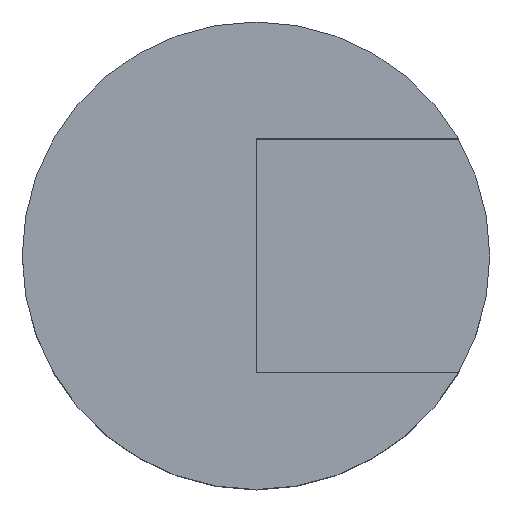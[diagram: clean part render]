
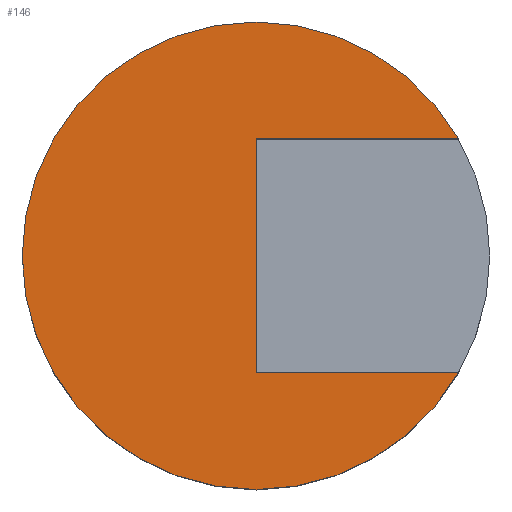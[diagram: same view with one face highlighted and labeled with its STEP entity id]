
A CAD part, top view. The second image highlights one B-rep face of the part: STEP entity #146.
In plain terms, the highlighted planar face has unit normal (0, 0, 1).
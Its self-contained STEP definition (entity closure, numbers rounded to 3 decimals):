
#1=CARTESIAN_POINT('POINT1',(0.,20.,20.));
#2=VERTEX_POINT('VERTEX1',#1);
#11=CARTESIAN_POINT('POINT3',(0.,-20.,20.));
#12=VERTEX_POINT('VERTEX3',#11);
#13=CARTESIAN_POINT('POS2',(0.,0.,20.));
#14=DIRECTION('DIR2',(0.,1.,0.));
#15=VECTOR('VEC2',#14,1.);
#16=LINE('STRAIGHT2',#13,#15);
#17=EDGE_CURVE('EDGE2',#12,#2,#16,.T.);
#43=CARTESIAN_POINT('POINT6',(34.641,-20.,20.))
   ;
#44=VERTEX_POINT('VERTEX6',#43);
#58=CARTESIAN_POINT('POS8',(10.,-20.,20.));
#59=DIRECTION('DIR9',(-1.,0.,0.));
#60=VECTOR('VEC7',#59,1.);
#61=LINE('STRAIGHT7',#58,#60);
#62=EDGE_CURVE('EDGE7',#44,#12,#61,.T.);
#101=CARTESIAN_POINT('POINT9',(34.641,20.,20.))
   ;
#102=VERTEX_POINT('VERTEX9',#101);
#109=CARTESIAN_POINT('POS14',(10.,20.,20.));
#110=DIRECTION('DIR18',(1.,0.,0.));
#111=VECTOR('VEC10',#110,1.);
#112=LINE('STRAIGHT10',#109,#111);
#113=EDGE_CURVE('EDGE12',#2,#102,#112,.T.);
#125=ORIENTED_EDGE('COEDGE18',*,*,#62,.T.);
#126=ORIENTED_EDGE('COEDGE19',*,*,#17,.T.);
#127=ORIENTED_EDGE('COEDGE20',*,*,#113,.T.);
#128=CARTESIAN_POINT('POINT10',(-40.,0.,20.
   ));
#129=VERTEX_POINT('VERTEX10',#128);
#130=CARTESIAN_POINT('POS16',(0.,0.,20.));
#131=DIRECTION('DIR21',(0.,0.,1.));
#132=DIRECTION('DIR22',(1.,0.,0.));
#133=AXIS2_PLACEMENT_3D('AXIS6',#130,#131,#132);
#134=CIRCLE('ELLIPSE2',#133,40.);
#135=EDGE_CURVE('EDGE13',#102,#129,#134,.T.);
#136=ORIENTED_EDGE('COEDGE21',*,*,#135,.T.);
#137=EDGE_CURVE('EDGE14',#129,#44,#134,.T.);
#138=ORIENTED_EDGE('COEDGE22',*,*,#137,.T.);
#139=EDGE_LOOP('NONE',(#125,#126,#127,#136,#138));
#140=FACE_BOUND('LOOP1',#139,.T.);
#141=CARTESIAN_POINT('POS17',(0.,0.,20.));
#142=DIRECTION('DIR23',(0.,0.,1.));
#143=DIRECTION('DIR24',(1.,0.,0.));
#144=AXIS2_PLACEMENT_3D('AXIS7',#141,#142,#143);
#145=PLANE('PLANE5',#144);
#146=ADVANCED_FACE('FACE5',(#140),#145,.T.);
